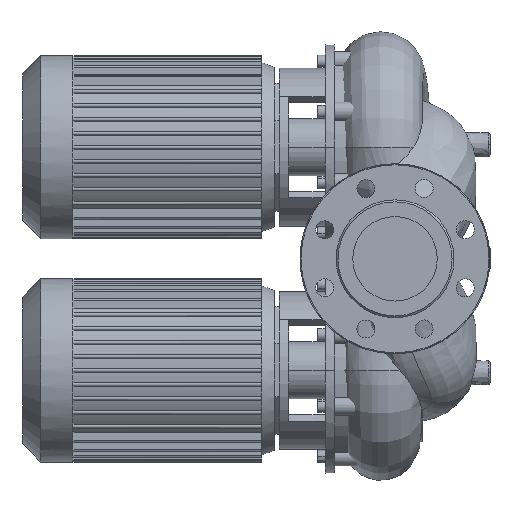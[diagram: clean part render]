
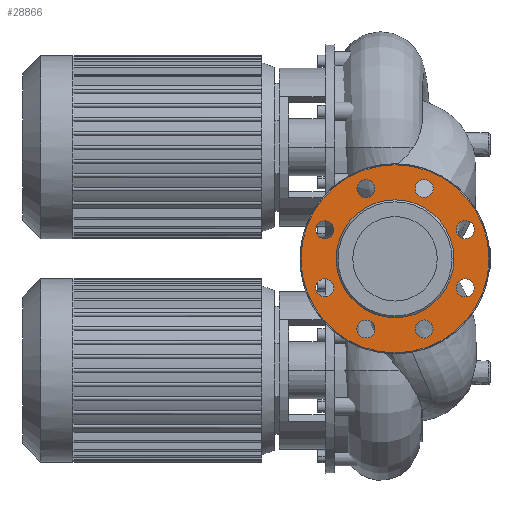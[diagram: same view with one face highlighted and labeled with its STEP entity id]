
A CAD part, left-side view. The second image highlights one B-rep face of the part: STEP entity #28866.
In plain terms, the highlighted free-form (B-spline) face has degree [1, 1] with [2, 2] control points.
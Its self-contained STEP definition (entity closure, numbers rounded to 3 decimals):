
#27797=CARTESIAN_POINT('',(2.,0.,-99.));
#27798=VERTEX_POINT('',#27797);
#27814=CARTESIAN_POINT('',(2.,0.,99.));
#27815=VERTEX_POINT('',#27814);
#27823=CARTESIAN_POINT('',(2.,-99.,0.0));
#27824=VERTEX_POINT('',#27823);
#27825=CARTESIAN_POINT('',(2.,0.,0.0));
#27826=DIRECTION('',(-1.0,0.0,0.0));
#27827=DIRECTION('',(0.0,-1.0,0.0));
#27828=AXIS2_PLACEMENT_3D('',#27825,#27826,#27827);
#27829=CIRCLE('',#27828,99.);
#27830=EDGE_CURVE('',#27824,#27815,#27829,.T.);
#27832=CARTESIAN_POINT('',(2.,0.,0.0));
#27833=DIRECTION('',(-1.0,0.0,0.0));
#27834=DIRECTION('',(0.0,-1.0,0.0));
#27835=AXIS2_PLACEMENT_3D('',#27832,#27833,#27834);
#27836=CIRCLE('',#27835,99.);
#27837=EDGE_CURVE('',#27798,#27824,#27836,.T.);
#27868=CARTESIAN_POINT('',(2.,-62.,0.0));
#27869=VERTEX_POINT('',#27868);
#27878=CARTESIAN_POINT('',(2.,62.,0.));
#27879=VERTEX_POINT('',#27878);
#27880=CARTESIAN_POINT('',(2.,0.,0.0));
#27881=DIRECTION('',(-1.0,0.0,0.0));
#27882=DIRECTION('',(0.0,-1.0,0.0));
#27883=AXIS2_PLACEMENT_3D('',#27880,#27881,#27882);
#27884=CIRCLE('',#27883,62.);
#27885=EDGE_CURVE('',#27869,#27879,#27884,.T.);
#27931=CARTESIAN_POINT('',(2.,-73.91,21.115));
#27932=VERTEX_POINT('',#27931);
#27941=CARTESIAN_POINT('',(2.,-73.91,40.115));
#27942=VERTEX_POINT('',#27941);
#27943=CARTESIAN_POINT('',(2.,-73.91,30.615));
#27944=DIRECTION('',(-1.0,0.0,0.0));
#27945=DIRECTION('',(0.0,0.0,-1.0));
#27946=AXIS2_PLACEMENT_3D('',#27943,#27944,#27945);
#27947=CIRCLE('',#27946,9.5);
#27948=EDGE_CURVE('',#27932,#27942,#27947,.T.);
#27994=CARTESIAN_POINT('',(2.,-37.332,67.193));
#27995=VERTEX_POINT('',#27994);
#28004=CARTESIAN_POINT('',(2.,-23.897,80.628));
#28005=VERTEX_POINT('',#28004);
#28006=CARTESIAN_POINT('',(2.,-30.615,73.91));
#28007=DIRECTION('',(-1.,0.,0.));
#28008=DIRECTION('',(0.,-0.707,-0.707));
#28009=AXIS2_PLACEMENT_3D('',#28006,#28007,#28008);
#28010=CIRCLE('',#28009,9.5);
#28011=EDGE_CURVE('',#27995,#28005,#28010,.T.);
#28057=CARTESIAN_POINT('',(2.,21.115,73.91));
#28058=VERTEX_POINT('',#28057);
#28067=CARTESIAN_POINT('',(2.,40.115,73.91));
#28068=VERTEX_POINT('',#28067);
#28069=CARTESIAN_POINT('',(2.,30.615,73.91));
#28070=DIRECTION('',(-1.0,0.0,0.0));
#28071=DIRECTION('',(0.0,-1.0,0.0));
#28072=AXIS2_PLACEMENT_3D('',#28069,#28070,#28071);
#28073=CIRCLE('',#28072,9.5);
#28074=EDGE_CURVE('',#28058,#28068,#28073,.T.);
#28120=CARTESIAN_POINT('',(2.,67.193,37.332));
#28121=VERTEX_POINT('',#28120);
#28130=CARTESIAN_POINT('',(2.,80.628,23.897));
#28131=VERTEX_POINT('',#28130);
#28132=CARTESIAN_POINT('',(2.,73.91,30.615));
#28133=DIRECTION('',(-1.,0.,0.));
#28134=DIRECTION('',(0.,-0.707,0.707));
#28135=AXIS2_PLACEMENT_3D('',#28132,#28133,#28134);
#28136=CIRCLE('',#28135,9.5);
#28137=EDGE_CURVE('',#28121,#28131,#28136,.T.);
#28183=CARTESIAN_POINT('',(2.,73.91,-21.115));
#28184=VERTEX_POINT('',#28183);
#28193=CARTESIAN_POINT('',(2.,73.91,-40.115));
#28194=VERTEX_POINT('',#28193);
#28195=CARTESIAN_POINT('',(2.,73.91,-30.615));
#28196=DIRECTION('',(-1.0,0.0,0.0));
#28197=DIRECTION('',(0.0,0.0,1.0));
#28198=AXIS2_PLACEMENT_3D('',#28195,#28196,#28197);
#28199=CIRCLE('',#28198,9.5);
#28200=EDGE_CURVE('',#28184,#28194,#28199,.T.);
#28246=CARTESIAN_POINT('',(2.,37.332,-67.193));
#28247=VERTEX_POINT('',#28246);
#28256=CARTESIAN_POINT('',(2.,23.897,-80.628));
#28257=VERTEX_POINT('',#28256);
#28258=CARTESIAN_POINT('',(2.,30.615,-73.91));
#28259=DIRECTION('',(-1.0,0.,0.));
#28260=DIRECTION('',(0.,0.707,0.707));
#28261=AXIS2_PLACEMENT_3D('',#28258,#28259,#28260);
#28262=CIRCLE('',#28261,9.5);
#28263=EDGE_CURVE('',#28247,#28257,#28262,.T.);
#28309=CARTESIAN_POINT('',(2.,-21.115,-73.91));
#28310=VERTEX_POINT('',#28309);
#28319=CARTESIAN_POINT('',(2.,-40.115,-73.91));
#28320=VERTEX_POINT('',#28319);
#28321=CARTESIAN_POINT('',(2.,-30.615,-73.91));
#28322=DIRECTION('',(-1.0,0.0,0.0));
#28323=DIRECTION('',(0.0,1.0,0.0));
#28324=AXIS2_PLACEMENT_3D('',#28321,#28322,#28323);
#28325=CIRCLE('',#28324,9.5);
#28326=EDGE_CURVE('',#28310,#28320,#28325,.T.);
#28372=CARTESIAN_POINT('',(2.,-67.193,-37.332));
#28373=VERTEX_POINT('',#28372);
#28382=CARTESIAN_POINT('',(2.,-80.628,-23.897));
#28383=VERTEX_POINT('',#28382);
#28384=CARTESIAN_POINT('',(2.,-73.91,-30.615));
#28385=DIRECTION('',(-1.0,0.,0.));
#28386=DIRECTION('',(0.,0.707,-0.707));
#28387=AXIS2_PLACEMENT_3D('',#28384,#28385,#28386);
#28388=CIRCLE('',#28387,9.5);
#28389=EDGE_CURVE('',#28373,#28383,#28388,.T.);
#28444=CARTESIAN_POINT('',(2.,-73.91,-30.615));
#28445=DIRECTION('',(-1.0,0.,0.));
#28446=DIRECTION('',(0.,0.707,-0.707));
#28447=AXIS2_PLACEMENT_3D('',#28444,#28445,#28446);
#28448=CIRCLE('',#28447,9.5);
#28449=EDGE_CURVE('',#28383,#28373,#28448,.T.);
#28489=CARTESIAN_POINT('',(2.,-30.615,-73.91));
#28490=DIRECTION('',(-1.0,0.0,0.0));
#28491=DIRECTION('',(0.0,1.0,0.0));
#28492=AXIS2_PLACEMENT_3D('',#28489,#28490,#28491);
#28493=CIRCLE('',#28492,9.5);
#28494=EDGE_CURVE('',#28320,#28310,#28493,.T.);
#28534=CARTESIAN_POINT('',(2.,30.615,-73.91));
#28535=DIRECTION('',(-1.0,0.,0.));
#28536=DIRECTION('',(0.,0.707,0.707));
#28537=AXIS2_PLACEMENT_3D('',#28534,#28535,#28536);
#28538=CIRCLE('',#28537,9.5);
#28539=EDGE_CURVE('',#28257,#28247,#28538,.T.);
#28579=CARTESIAN_POINT('',(2.,73.91,-30.615));
#28580=DIRECTION('',(-1.0,0.0,0.0));
#28581=DIRECTION('',(0.0,0.0,1.0));
#28582=AXIS2_PLACEMENT_3D('',#28579,#28580,#28581);
#28583=CIRCLE('',#28582,9.5);
#28584=EDGE_CURVE('',#28194,#28184,#28583,.T.);
#28624=CARTESIAN_POINT('',(2.,73.91,30.615));
#28625=DIRECTION('',(-1.,0.,0.));
#28626=DIRECTION('',(0.,-0.707,0.707));
#28627=AXIS2_PLACEMENT_3D('',#28624,#28625,#28626);
#28628=CIRCLE('',#28627,9.5);
#28629=EDGE_CURVE('',#28131,#28121,#28628,.T.);
#28669=CARTESIAN_POINT('',(2.,30.615,73.91));
#28670=DIRECTION('',(-1.0,0.0,0.0));
#28671=DIRECTION('',(0.0,-1.0,0.0));
#28672=AXIS2_PLACEMENT_3D('',#28669,#28670,#28671);
#28673=CIRCLE('',#28672,9.5);
#28674=EDGE_CURVE('',#28068,#28058,#28673,.T.);
#28714=CARTESIAN_POINT('',(2.,-30.615,73.91));
#28715=DIRECTION('',(-1.,0.,0.));
#28716=DIRECTION('',(0.,-0.707,-0.707));
#28717=AXIS2_PLACEMENT_3D('',#28714,#28715,#28716);
#28718=CIRCLE('',#28717,9.5);
#28719=EDGE_CURVE('',#28005,#27995,#28718,.T.);
#28759=CARTESIAN_POINT('',(2.,-73.91,30.615));
#28760=DIRECTION('',(-1.0,0.0,0.0));
#28761=DIRECTION('',(0.0,0.0,-1.0));
#28762=AXIS2_PLACEMENT_3D('',#28759,#28760,#28761);
#28763=CIRCLE('',#28762,9.5);
#28764=EDGE_CURVE('',#27942,#27932,#28763,.T.);
#28804=CARTESIAN_POINT('',(2.,0.,0.0));
#28805=DIRECTION('',(-1.0,0.0,0.0));
#28806=DIRECTION('',(0.0,-1.0,0.0));
#28807=AXIS2_PLACEMENT_3D('',#28804,#28805,#28806);
#28808=CIRCLE('',#28807,62.);
#28809=EDGE_CURVE('',#27879,#27869,#28808,.T.);
#28814=CARTESIAN_POINT('',(2.,-99.,-99.));
#28815=CARTESIAN_POINT('',(2.,-99.,99.));
#28816=CARTESIAN_POINT('',(2.,99.,-99.));
#28817=CARTESIAN_POINT('',(2.,99.,99.));
#28818=B_SPLINE_SURFACE_WITH_KNOTS('',1,1,((#28814,#28816),(#28815,#28817)),.UNSPECIFIED.,.F.,.F.,.U.,(2,2),(2,2),(0.0,198.),(0.0,198.),.UNSPECIFIED.);
#28819=ORIENTED_EDGE('',*,*,#27830,.T.);
#28820=CARTESIAN_POINT('',(2.,0.,0.0));
#28821=DIRECTION('',(-1.0,0.0,0.0));
#28822=DIRECTION('',(0.0,-1.0,0.0));
#28823=AXIS2_PLACEMENT_3D('',#28820,#28821,#28822);
#28824=CIRCLE('',#28823,99.);
#28825=EDGE_CURVE('',#27815,#27798,#28824,.T.);
#28826=ORIENTED_EDGE('',*,*,#28825,.T.);
#28827=ORIENTED_EDGE('',*,*,#27837,.T.);
#28828=EDGE_LOOP('',(#28819,#28826,#28827));
#28829=FACE_OUTER_BOUND('',#28828,.T.);
#28830=ORIENTED_EDGE('',*,*,#28449,.F.);
#28831=ORIENTED_EDGE('',*,*,#28389,.F.);
#28832=EDGE_LOOP('',(#28830,#28831));
#28833=FACE_BOUND('',#28832,.T.);
#28834=ORIENTED_EDGE('',*,*,#28494,.F.);
#28835=ORIENTED_EDGE('',*,*,#28326,.F.);
#28836=EDGE_LOOP('',(#28834,#28835));
#28837=FACE_BOUND('',#28836,.T.);
#28838=ORIENTED_EDGE('',*,*,#28539,.F.);
#28839=ORIENTED_EDGE('',*,*,#28263,.F.);
#28840=EDGE_LOOP('',(#28838,#28839));
#28841=FACE_BOUND('',#28840,.T.);
#28842=ORIENTED_EDGE('',*,*,#28584,.F.);
#28843=ORIENTED_EDGE('',*,*,#28200,.F.);
#28844=EDGE_LOOP('',(#28842,#28843));
#28845=FACE_BOUND('',#28844,.T.);
#28846=ORIENTED_EDGE('',*,*,#28629,.F.);
#28847=ORIENTED_EDGE('',*,*,#28137,.F.);
#28848=EDGE_LOOP('',(#28846,#28847));
#28849=FACE_BOUND('',#28848,.T.);
#28850=ORIENTED_EDGE('',*,*,#28674,.F.);
#28851=ORIENTED_EDGE('',*,*,#28074,.F.);
#28852=EDGE_LOOP('',(#28850,#28851));
#28853=FACE_BOUND('',#28852,.T.);
#28854=ORIENTED_EDGE('',*,*,#28719,.F.);
#28855=ORIENTED_EDGE('',*,*,#28011,.F.);
#28856=EDGE_LOOP('',(#28854,#28855));
#28857=FACE_BOUND('',#28856,.T.);
#28858=ORIENTED_EDGE('',*,*,#28764,.F.);
#28859=ORIENTED_EDGE('',*,*,#27948,.F.);
#28860=EDGE_LOOP('',(#28858,#28859));
#28861=FACE_BOUND('',#28860,.T.);
#28862=ORIENTED_EDGE('',*,*,#27885,.F.);
#28863=ORIENTED_EDGE('',*,*,#28809,.F.);
#28864=EDGE_LOOP('',(#28862,#28863));
#28865=FACE_BOUND('',#28864,.T.);
#28866=ADVANCED_FACE('',(#28829,#28833,#28837,#28841,#28845,#28849,#28853,#28857,#28861,#28865),#28818,.T.);
